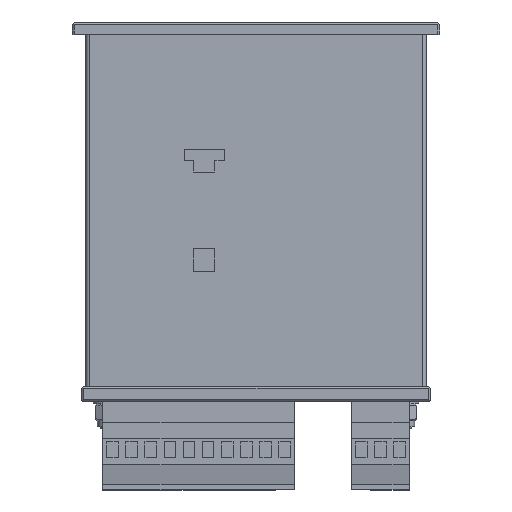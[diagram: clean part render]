
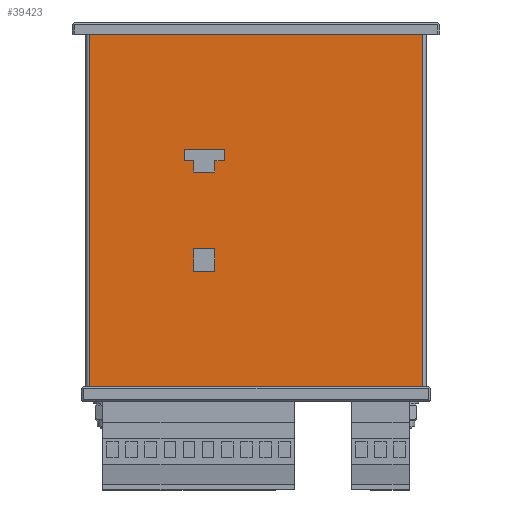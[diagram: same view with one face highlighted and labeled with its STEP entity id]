
A CAD part, top view. The second image highlights one B-rep face of the part: STEP entity #39423.
In plain terms, the highlighted face is planar.
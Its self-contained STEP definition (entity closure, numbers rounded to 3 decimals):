
#39258=CARTESIAN_POINT('',(-20.5,0.,43.5));
#39259=VERTEX_POINT('',#39258);
#39275=CARTESIAN_POINT('',(-20.5,92.,43.5));
#39276=VERTEX_POINT('',#39275);
#39284=CARTESIAN_POINT('',(-20.5,92.,43.5));
#39285=DIRECTION('',(0.,-1.,0.));
#39286=VECTOR('',#39285,92.);
#39287=LINE('',#39284,#39286);
#39288=EDGE_CURVE('',#39276,#39259,#39287,.T.);
#39293=CARTESIAN_POINT('',(-20.5,92.,43.5));
#39294=DIRECTION('',(-1.,0.,0.));
#39295=DIRECTION('',(0.,0.,1.));
#39296=AXIS2_PLACEMENT_3D('',#39293,#39294,#39295);
#39297=PLANE('',#39296);
#39298=CARTESIAN_POINT('',(-20.5,30.,-10.75));
#39299=VERTEX_POINT('',#39298);
#39300=CARTESIAN_POINT('',(-20.5,36.,-10.75));
#39301=VERTEX_POINT('',#39300);
#39302=CARTESIAN_POINT('',(-20.5,30.,-10.75));
#39303=DIRECTION('',(0.,1.,0.));
#39304=VECTOR('',#39303,6.);
#39305=LINE('',#39302,#39304);
#39306=EDGE_CURVE('',#39299,#39301,#39305,.T.);
#39307=ORIENTED_EDGE('',*,*,#39306,.F.);
#39308=CARTESIAN_POINT('',(-20.5,30.,-16.25));
#39309=VERTEX_POINT('',#39308);
#39310=CARTESIAN_POINT('',(-20.5,30.,-16.25));
#39311=DIRECTION('',(0.,0.,1.));
#39312=VECTOR('',#39311,5.5);
#39313=LINE('',#39310,#39312);
#39314=EDGE_CURVE('',#39309,#39299,#39313,.T.);
#39315=ORIENTED_EDGE('',*,*,#39314,.F.);
#39316=CARTESIAN_POINT('',(-20.5,36.,-16.25));
#39317=VERTEX_POINT('',#39316);
#39318=CARTESIAN_POINT('',(-20.5,36.,-16.25));
#39319=DIRECTION('',(0.,-1.,0.));
#39320=VECTOR('',#39319,6.);
#39321=LINE('',#39318,#39320);
#39322=EDGE_CURVE('',#39317,#39309,#39321,.T.);
#39323=ORIENTED_EDGE('',*,*,#39322,.F.);
#39324=CARTESIAN_POINT('',(-20.5,36.,-10.75));
#39325=DIRECTION('',(0.,-0.,-1.));
#39326=VECTOR('',#39325,5.5);
#39327=LINE('',#39324,#39326);
#39328=EDGE_CURVE('',#39301,#39317,#39327,.T.);
#39329=ORIENTED_EDGE('',*,*,#39328,.F.);
#39330=EDGE_LOOP('',(#39307,#39315,#39323,#39329));
#39331=FACE_BOUND('',#39330,.T.);
#39332=CARTESIAN_POINT('',(-20.5,59.,-8.25));
#39333=VERTEX_POINT('',#39332);
#39334=CARTESIAN_POINT('',(-20.5,62.,-8.25));
#39335=VERTEX_POINT('',#39334);
#39336=CARTESIAN_POINT('',(-20.5,59.,-8.25));
#39337=DIRECTION('',(0.,1.,-0.));
#39338=VECTOR('',#39337,3.);
#39339=LINE('',#39336,#39338);
#39340=EDGE_CURVE('',#39333,#39335,#39339,.T.);
#39341=ORIENTED_EDGE('',*,*,#39340,.F.);
#39342=CARTESIAN_POINT('',(-20.5,59.,-10.75));
#39343=VERTEX_POINT('',#39342);
#39344=CARTESIAN_POINT('',(-20.5,59.,-10.75));
#39345=DIRECTION('',(0.,0.,1.));
#39346=VECTOR('',#39345,2.5);
#39347=LINE('',#39344,#39346);
#39348=EDGE_CURVE('',#39343,#39333,#39347,.T.);
#39349=ORIENTED_EDGE('',*,*,#39348,.F.);
#39350=CARTESIAN_POINT('',(-20.5,56.,-10.75));
#39351=VERTEX_POINT('',#39350);
#39352=CARTESIAN_POINT('',(-20.5,56.,-10.75));
#39353=DIRECTION('',(0.,1.,-0.));
#39354=VECTOR('',#39353,3.);
#39355=LINE('',#39352,#39354);
#39356=EDGE_CURVE('',#39351,#39343,#39355,.T.);
#39357=ORIENTED_EDGE('',*,*,#39356,.F.);
#39358=CARTESIAN_POINT('',(-20.5,56.,-16.25));
#39359=VERTEX_POINT('',#39358);
#39360=CARTESIAN_POINT('',(-20.5,56.,-16.25));
#39361=DIRECTION('',(0.,0.,1.));
#39362=VECTOR('',#39361,5.5);
#39363=LINE('',#39360,#39362);
#39364=EDGE_CURVE('',#39359,#39351,#39363,.T.);
#39365=ORIENTED_EDGE('',*,*,#39364,.F.);
#39366=CARTESIAN_POINT('',(-20.5,59.,-16.25));
#39367=VERTEX_POINT('',#39366);
#39368=CARTESIAN_POINT('',(-20.5,59.,-16.25));
#39369=DIRECTION('',(0.,-1.,0.));
#39370=VECTOR('',#39369,3.);
#39371=LINE('',#39368,#39370);
#39372=EDGE_CURVE('',#39367,#39359,#39371,.T.);
#39373=ORIENTED_EDGE('',*,*,#39372,.F.);
#39374=CARTESIAN_POINT('',(-20.5,59.,-18.75));
#39375=VERTEX_POINT('',#39374);
#39376=CARTESIAN_POINT('',(-20.5,59.,-18.75));
#39377=DIRECTION('',(0.,0.,1.));
#39378=VECTOR('',#39377,2.5);
#39379=LINE('',#39376,#39378);
#39380=EDGE_CURVE('',#39375,#39367,#39379,.T.);
#39381=ORIENTED_EDGE('',*,*,#39380,.F.);
#39382=CARTESIAN_POINT('',(-20.5,62.,-18.75));
#39383=VERTEX_POINT('',#39382);
#39384=CARTESIAN_POINT('',(-20.5,62.,-18.75));
#39385=DIRECTION('',(0.,-1.,0.));
#39386=VECTOR('',#39385,3.);
#39387=LINE('',#39384,#39386);
#39388=EDGE_CURVE('',#39383,#39375,#39387,.T.);
#39389=ORIENTED_EDGE('',*,*,#39388,.F.);
#39390=CARTESIAN_POINT('',(-20.5,62.,-8.25));
#39391=DIRECTION('',(0.,-0.,-1.));
#39392=VECTOR('',#39391,10.5);
#39393=LINE('',#39390,#39392);
#39394=EDGE_CURVE('',#39335,#39383,#39393,.T.);
#39395=ORIENTED_EDGE('',*,*,#39394,.F.);
#39396=EDGE_LOOP('',(#39341,#39349,#39357,#39365,#39373,#39381,#39389,#39395));
#39397=FACE_BOUND('',#39396,.T.);
#39398=CARTESIAN_POINT('',(-20.5,0.,-43.5));
#39399=VERTEX_POINT('',#39398);
#39400=CARTESIAN_POINT('',(-20.5,0.,43.5));
#39401=DIRECTION('',(0.,0.,-1.));
#39402=VECTOR('',#39401,87.);
#39403=LINE('',#39400,#39402);
#39404=EDGE_CURVE('',#39259,#39399,#39403,.T.);
#39405=ORIENTED_EDGE('',*,*,#39404,.F.);
#39406=ORIENTED_EDGE('',*,*,#39288,.F.);
#39407=CARTESIAN_POINT('',(-20.5,92.,-43.5));
#39408=VERTEX_POINT('',#39407);
#39409=CARTESIAN_POINT('',(-20.5,92.,43.5));
#39410=DIRECTION('',(0.,0.,-1.));
#39411=VECTOR('',#39410,87.);
#39412=LINE('',#39409,#39411);
#39413=EDGE_CURVE('',#39276,#39408,#39412,.T.);
#39414=ORIENTED_EDGE('',*,*,#39413,.T.);
#39415=CARTESIAN_POINT('',(-20.5,92.,-43.5));
#39416=DIRECTION('',(0.,-1.,0.));
#39417=VECTOR('',#39416,92.);
#39418=LINE('',#39415,#39417);
#39419=EDGE_CURVE('',#39408,#39399,#39418,.T.);
#39420=ORIENTED_EDGE('',*,*,#39419,.T.);
#39421=EDGE_LOOP('',(#39405,#39406,#39414,#39420));
#39422=FACE_BOUND('',#39421,.T.);
#39423=ADVANCED_FACE('',(#39331,#39397,#39422),#39297,.T.);
